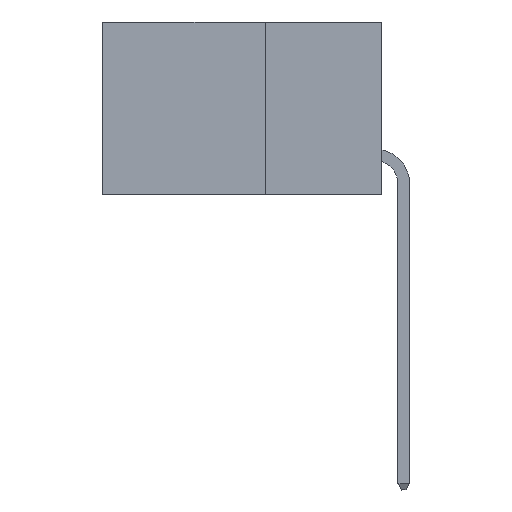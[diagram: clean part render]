
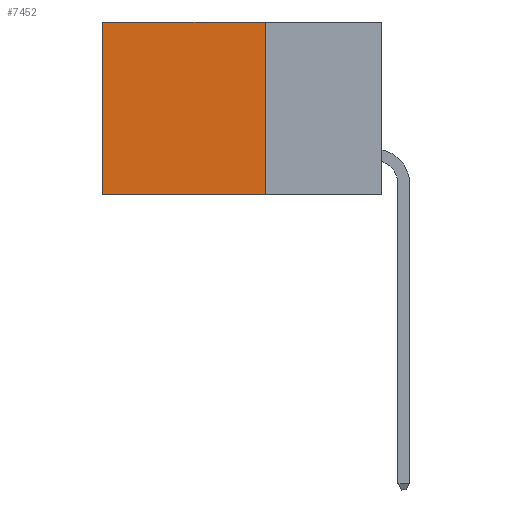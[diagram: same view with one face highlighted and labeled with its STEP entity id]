
A CAD part, left-side view. The second image highlights one B-rep face of the part: STEP entity #7452.
In plain terms, the highlighted planar face has unit normal (-1, 0, 0).
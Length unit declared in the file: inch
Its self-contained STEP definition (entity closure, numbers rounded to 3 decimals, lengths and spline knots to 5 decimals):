
#160 = VECTOR ( 'NONE', #12440, 39.37008 ) ;
#1024 = LINE ( 'NONE', #8230, #7484 ) ;
#1111 = DIRECTION ( 'NONE',  ( 1., 0., 0. ) ) ;
#1218 = VERTEX_POINT ( 'NONE', #4746 ) ;
#1593 = CARTESIAN_POINT ( 'NONE',  ( 0.2875, 0.25, 0. ) ) ;
#2432 = CARTESIAN_POINT ( 'NONE',  ( 0.2875, 0.25, 0. ) ) ;
#3111 = LINE ( 'NONE', #5359, #160 ) ;
#3268 = EDGE_CURVE ( 'NONE', #8211, #11745, #9739, .T. ) ;
#3334 = VECTOR ( 'NONE', #8274, 39.37008 ) ;
#3807 = ORIENTED_EDGE ( 'NONE', *, *, #4352, .T. ) ;
#4297 = EDGE_LOOP ( 'NONE', ( #3807, #8859, #12554, #9001 ) ) ;
#4352 = EDGE_CURVE ( 'NONE', #11745, #1218, #3111, .T. ) ;
#4746 = CARTESIAN_POINT ( 'NONE',  ( 0.2875, 0.6, -0.37 ) ) ;
#5120 = CARTESIAN_POINT ( 'NONE',  ( 0.2875, 0.25, -0.37 ) ) ;
#5359 = CARTESIAN_POINT ( 'NONE',  ( 0.2875, 0.6, 0. ) ) ;
#5935 = DIRECTION ( 'NONE',  ( 0., 0., -1. ) ) ;
#6347 = EDGE_CURVE ( 'NONE', #8211, #7289, #7966, .T. ) ;
#6541 = VECTOR ( 'NONE', #5935, 39.37008 ) ;
#7199 = FACE_OUTER_BOUND ( 'NONE', #4297, .T. ) ;
#7289 = VERTEX_POINT ( 'NONE', #5120 ) ;
#7452 = ADVANCED_FACE ( 'NONE', ( #7199 ), #7807, .F. ) ;
#7484 = VECTOR ( 'NONE', #11599, 39.37008 ) ;
#7807 = PLANE ( 'NONE',  #14047 ) ;
#7966 = LINE ( 'NONE', #1593, #6541 ) ;
#8211 = VERTEX_POINT ( 'NONE', #11495 ) ;
#8230 = CARTESIAN_POINT ( 'NONE',  ( 0.2875, 0.25, -0.37 ) ) ;
#8274 = DIRECTION ( 'NONE',  ( 0., 1., 0. ) ) ;
#8859 = ORIENTED_EDGE ( 'NONE', *, *, #9968, .F. ) ;
#9001 = ORIENTED_EDGE ( 'NONE', *, *, #3268, .T. ) ;
#9327 = CARTESIAN_POINT ( 'NONE',  ( 0.2875, 0.25, 0. ) ) ;
#9557 = CARTESIAN_POINT ( 'NONE',  ( 0.2875, 0.6, 0. ) ) ;
#9739 = LINE ( 'NONE', #9327, #3334 ) ;
#9968 = EDGE_CURVE ( 'NONE', #7289, #1218, #1024, .T. ) ;
#11226 = DIRECTION ( 'NONE',  ( 0., 0., -1. ) ) ;
#11495 = CARTESIAN_POINT ( 'NONE',  ( 0.2875, 0.25, 0. ) ) ;
#11599 = DIRECTION ( 'NONE',  ( 0., 1., 0. ) ) ;
#11745 = VERTEX_POINT ( 'NONE', #9557 ) ;
#12440 = DIRECTION ( 'NONE',  ( 0., 0., -1. ) ) ;
#12554 = ORIENTED_EDGE ( 'NONE', *, *, #6347, .F. ) ;
#14047 = AXIS2_PLACEMENT_3D ( 'NONE', #2432, #1111, #11226 ) ;
